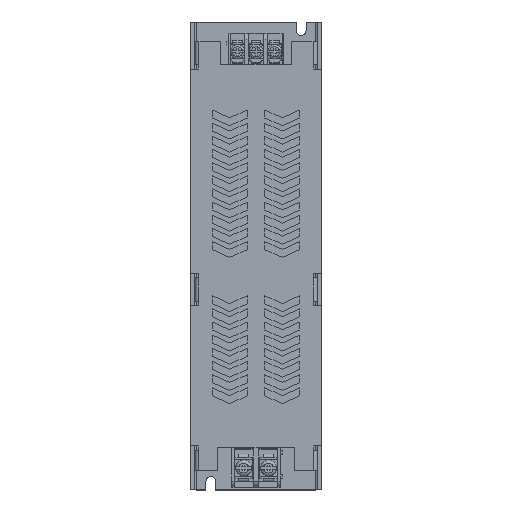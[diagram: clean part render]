
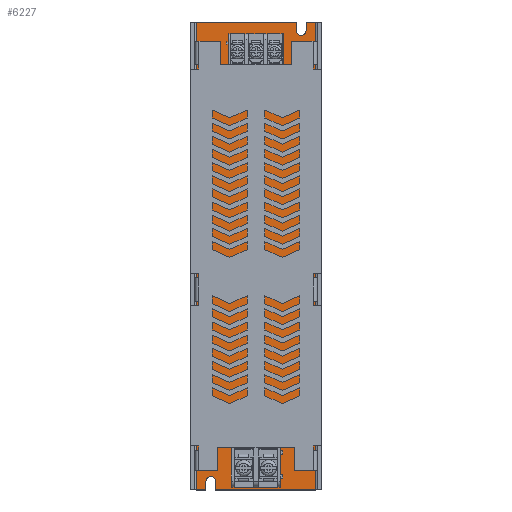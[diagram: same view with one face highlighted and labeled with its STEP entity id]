
A CAD part, top view. The second image highlights one B-rep face of the part: STEP entity #6227.
In plain terms, the highlighted planar face has unit normal (0, 0, 1).
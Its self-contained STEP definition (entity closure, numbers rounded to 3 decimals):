
#1060=LINE('',#24959,#2833);
#1063=LINE('',#24992,#2836);
#1066=LINE('',#24998,#2839);
#1071=LINE('',#25011,#2844);
#1074=LINE('',#25017,#2847);
#1078=LINE('',#25029,#2851);
#1079=LINE('',#25031,#2852);
#1080=LINE('',#25033,#2853);
#1081=LINE('',#25035,#2854);
#1082=LINE('',#25037,#2855);
#2833=VECTOR('',#20400,1.);
#2836=VECTOR('',#20437,1.);
#2839=VECTOR('',#20442,1.);
#2844=VECTOR('',#20455,1.);
#2847=VECTOR('',#20460,1.);
#2851=VECTOR('',#20472,1.);
#2852=VECTOR('',#20475,1.);
#2853=VECTOR('',#20476,1.);
#2854=VECTOR('',#20477,1.);
#2855=VECTOR('',#20478,1.);
#4641=PLANE('',#18822);
#6227=ADVANCED_FACE('',(#7333,#7334,#7335,#7336,#7337),#4641,.T.);
#7333=FACE_BOUND('',#7649,.T.);
#7334=FACE_BOUND('',#7650,.T.);
#7335=FACE_BOUND('',#7651,.T.);
#7336=FACE_BOUND('',#7652,.T.);
#7337=FACE_BOUND('',#7653,.T.);
#7649=EDGE_LOOP('',(#8992,#8993,#8994,#8995,#8996,#8997,#8998,#8999,#9000,
#9001,#9002,#9003));
#7650=EDGE_LOOP('',(#9004));
#7651=EDGE_LOOP('',(#9005));
#7652=EDGE_LOOP('',(#9006));
#7653=EDGE_LOOP('',(#9007));
#8992=ORIENTED_EDGE('',*,*,#15784,.F.);
#8993=ORIENTED_EDGE('',*,*,#15785,.T.);
#8994=ORIENTED_EDGE('',*,*,#15786,.T.);
#8995=ORIENTED_EDGE('',*,*,#15787,.T.);
#8996=ORIENTED_EDGE('',*,*,#15788,.T.);
#8997=ORIENTED_EDGE('',*,*,#15764,.T.);
#8998=ORIENTED_EDGE('',*,*,#15765,.T.);
#8999=ORIENTED_EDGE('',*,*,#15768,.T.);
#9000=ORIENTED_EDGE('',*,*,#15751,.T.);
#9001=ORIENTED_EDGE('',*,*,#15775,.T.);
#9002=ORIENTED_EDGE('',*,*,#15778,.F.);
#9003=ORIENTED_EDGE('',*,*,#15779,.F.);
#9004=ORIENTED_EDGE('',*,*,#15760,.F.);
#9005=ORIENTED_EDGE('',*,*,#15758,.F.);
#9006=ORIENTED_EDGE('',*,*,#15756,.T.);
#9007=ORIENTED_EDGE('',*,*,#15754,.T.);
#13964=VERTEX_POINT('',#24958);
#13965=VERTEX_POINT('',#24960);
#13967=VERTEX_POINT('',#24966);
#13969=VERTEX_POINT('',#24971);
#13971=VERTEX_POINT('',#24976);
#13973=VERTEX_POINT('',#24981);
#13974=VERTEX_POINT('',#24984);
#13977=VERTEX_POINT('',#24989);
#13978=VERTEX_POINT('',#24993);
#13983=VERTEX_POINT('',#25010);
#13985=VERTEX_POINT('',#25016);
#13986=VERTEX_POINT('',#25020);
#13989=VERTEX_POINT('',#25028);
#13990=VERTEX_POINT('',#25032);
#13991=VERTEX_POINT('',#25034);
#13992=VERTEX_POINT('',#25036);
#15751=EDGE_CURVE('',#13965,#13964,#1060,.T.);
#15754=EDGE_CURVE('',#13967,#13967,#18264,.T.);
#15756=EDGE_CURVE('',#13969,#13969,#18266,.T.);
#15758=EDGE_CURVE('',#13971,#13971,#18268,.T.);
#15760=EDGE_CURVE('',#13973,#13973,#18270,.T.);
#15764=EDGE_CURVE('',#13974,#13977,#18272,.T.);
#15765=EDGE_CURVE('',#13977,#13978,#1063,.T.);
#15768=EDGE_CURVE('',#13978,#13965,#1066,.T.);
#15775=EDGE_CURVE('',#13964,#13983,#1071,.T.);
#15778=EDGE_CURVE('',#13985,#13983,#1074,.T.);
#15779=EDGE_CURVE('',#13986,#13985,#18275,.T.);
#15784=EDGE_CURVE('',#13989,#13986,#1078,.T.);
#15785=EDGE_CURVE('',#13989,#13990,#1079,.T.);
#15786=EDGE_CURVE('',#13990,#13991,#1080,.T.);
#15787=EDGE_CURVE('',#13991,#13992,#1081,.T.);
#15788=EDGE_CURVE('',#13992,#13974,#1082,.T.);
#18264=CIRCLE('',#18797,2.5);
#18266=CIRCLE('',#18800,2.5);
#18268=CIRCLE('',#18803,2.5);
#18270=CIRCLE('',#18806,2.5);
#18272=CIRCLE('',#18809,1.6);
#18275=CIRCLE('',#18818,1.6);
#18797=AXIS2_PLACEMENT_3D('',#24965,#20407,#20408);
#18800=AXIS2_PLACEMENT_3D('',#24970,#20413,#20414);
#18803=AXIS2_PLACEMENT_3D('',#24975,#20419,#20420);
#18806=AXIS2_PLACEMENT_3D('',#24980,#20425,#20426);
#18809=AXIS2_PLACEMENT_3D('',#24990,#20433,#20434);
#18818=AXIS2_PLACEMENT_3D('',#25019,#20463,#20464);
#18822=AXIS2_PLACEMENT_3D('',#25038,#20479,#20480);
#20400=DIRECTION('',(0.,-1.,0.));
#20407=DIRECTION('',(0.,0.,-1.));
#20408=DIRECTION('',(1.,0.,0.));
#20413=DIRECTION('',(0.,0.,-1.));
#20414=DIRECTION('',(1.,0.,0.));
#20419=DIRECTION('',(0.,0.,1.));
#20420=DIRECTION('',(1.,0.,0.));
#20425=DIRECTION('',(0.,0.,1.));
#20426=DIRECTION('',(1.,0.,0.));
#20433=DIRECTION('',(0.,0.,-1.));
#20434=DIRECTION('',(1.,0.,0.));
#20437=DIRECTION('',(0.,1.,0.));
#20442=DIRECTION('',(-1.,0.,0.));
#20455=DIRECTION('',(1.,0.,0.));
#20460=DIRECTION('',(0.,-1.,0.));
#20463=DIRECTION('',(0.,0.,1.));
#20464=DIRECTION('',(1.,0.,0.));
#20472=DIRECTION('',(0.,1.,0.));
#20475=DIRECTION('',(1.,0.,0.));
#20476=DIRECTION('',(0.,1.,0.));
#20477=DIRECTION('',(-1.,0.,0.));
#20478=DIRECTION('',(0.,-1.,0.));
#20479=DIRECTION('',(0.,0.,1.));
#20480=DIRECTION('',(1.,0.,0.));
#24958=CARTESIAN_POINT('',(2.1,0.,1.5));
#24959=CARTESIAN_POINT('',(2.1,160.,1.5));
#24960=CARTESIAN_POINT('',(2.1,160.,1.5));
#24965=CARTESIAN_POINT('',(39.,147.,1.5));
#24966=CARTESIAN_POINT('',(41.5,147.,1.5));
#24970=CARTESIAN_POINT('',(39.,12.,1.5));
#24971=CARTESIAN_POINT('',(41.5,12.,1.5));
#24975=CARTESIAN_POINT('',(6.,147.,1.5));
#24976=CARTESIAN_POINT('',(8.5,147.,1.5));
#24980=CARTESIAN_POINT('',(7.,12.,1.5));
#24981=CARTESIAN_POINT('',(9.5,12.,1.5));
#24984=CARTESIAN_POINT('',(39.6,157.,1.5));
#24989=CARTESIAN_POINT('',(36.4,157.,1.5));
#24990=CARTESIAN_POINT('',(38.,157.,1.5));
#24992=CARTESIAN_POINT('',(36.4,0.,1.5));
#24993=CARTESIAN_POINT('',(36.4,160.,1.5));
#24998=CARTESIAN_POINT('',(45.,160.,1.5));
#25010=CARTESIAN_POINT('',(5.4,0.,1.5));
#25011=CARTESIAN_POINT('',(0.,0.,1.5));
#25016=CARTESIAN_POINT('',(5.4,3.,1.5));
#25017=CARTESIAN_POINT('',(5.4,0.,1.5));
#25019=CARTESIAN_POINT('',(7.,3.,1.5));
#25020=CARTESIAN_POINT('',(8.6,3.,1.5));
#25028=CARTESIAN_POINT('',(8.6,0.,1.5));
#25029=CARTESIAN_POINT('',(8.6,0.,1.5));
#25031=CARTESIAN_POINT('',(0.,0.,1.5));
#25032=CARTESIAN_POINT('',(42.9,0.,1.5));
#25033=CARTESIAN_POINT('',(42.9,0.,1.5));
#25034=CARTESIAN_POINT('',(42.9,160.,1.5));
#25035=CARTESIAN_POINT('',(45.,160.,1.5));
#25036=CARTESIAN_POINT('',(39.6,160.,1.5));
#25037=CARTESIAN_POINT('',(39.6,0.,1.5));
#25038=CARTESIAN_POINT('',(0.,0.,1.5));
